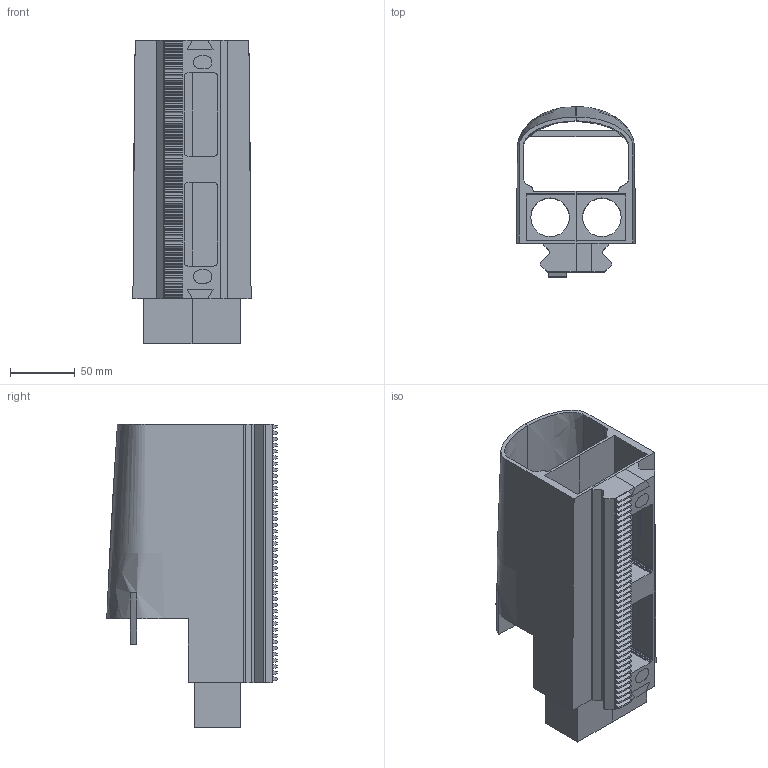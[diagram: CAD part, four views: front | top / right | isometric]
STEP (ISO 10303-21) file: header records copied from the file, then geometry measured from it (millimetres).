
FILE_DESCRIPTION(/* description */ (''),/* implementation_level */ '2;1');
FILE_NAME(/* name */ 'O_Main_Assembly_Post3.step',/* time_stamp */ '2025-12-30T18:50:43+09:00',/* author */ (''),/* organization */ (''),/* preprocessor_version */ 'ST-DEVELOPER v20.1',/* originating_system */ 'Autodesk Translation Framework v14.21.0.0',/* authorisation */ '');
FILE_SCHEMA (('AUTOMOTIVE_DESIGN { 1 0 10303 214 3 1 1 }'));
Length unit declared in the file: millimetre
Products named in the file (1): Document
Bounding box: 91.55 x 132.04 x 234.95 mm (x, y, z)
Volume: 748954.5 mm3; surface area: 193651.4 mm2
Topology: 1 solids, 1 shells, 317 faces, 921 edges, 607 vertices
Faces by surface type: plane 303, bspline 10, cylinder 4
Full cylindrical faces by diameter (mm): 29.961 x2
Entity records: 17288 total; most frequent: CARTESIAN_POINT 9015, ORIENTED_EDGE 1842, DIRECTION 1489, EDGE_CURVE 921, LINE 861, VECTOR 861, VERTEX_POINT 607, EDGE_LOOP 326
